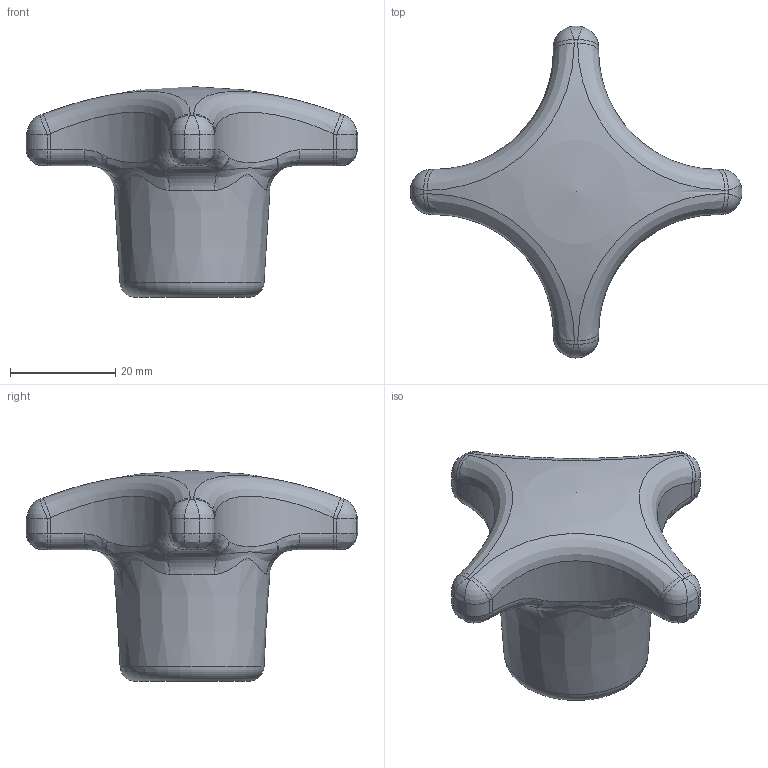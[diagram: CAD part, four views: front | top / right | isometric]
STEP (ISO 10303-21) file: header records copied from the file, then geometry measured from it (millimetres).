
FILE_DESCRIPTION( ( 'Unknown' ), '1' );
FILE_NAME( '7120045_VQB63_M10.stp', 'Unknown', ( 'Unknown' ), ( 'Unknown' ), 'PSStep 11.0', 'Unknown', ' ' );
FILE_SCHEMA( ( 'AUTOMOTIVE_DESIGN { 1 0 10303 214 1 1 1 1 }' ) );
Length unit declared in the file: millimetre
Products named in the file (1): 1
Bounding box: 63 x 63 x 40 mm (x, y, z)
Volume: 32522.3 mm3; surface area: 7291.5 mm2
Topology: 1 solids, 1 shells, 116 faces, 269 edges, 147 vertices
Faces by surface type: bspline 44, cylinder 26, torus 21, plane 14, sphere 9, cone 2
Full cylindrical faces by diameter (mm): 8.376 x2
Entity records: 11886 total; most frequent: CARTESIAN_POINT 8631, ORIENTED_EDGE 500, DIRECTION 470, EDGE_CURVE 250, AXIS2_PLACEMENT_3D 215, VERTEX_POINT 142, CIRCLE 142, EDGE_LOOP 122
